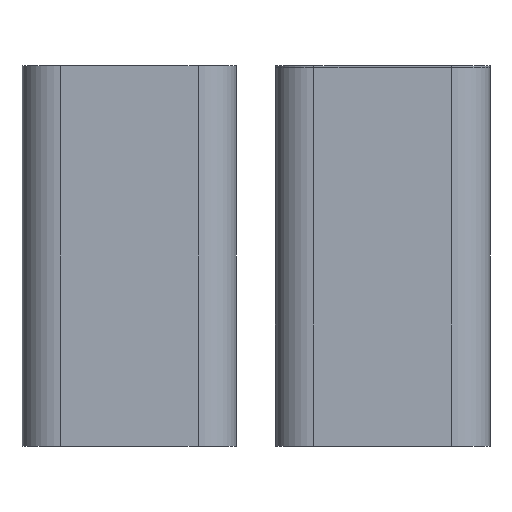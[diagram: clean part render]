
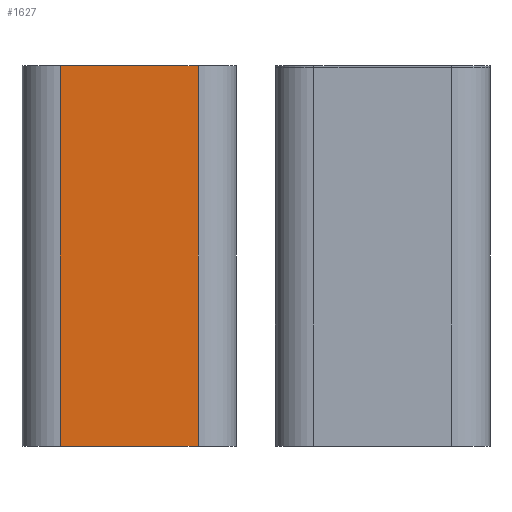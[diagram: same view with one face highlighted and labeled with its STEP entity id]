
A CAD part, left-side view. The second image highlights one B-rep face of the part: STEP entity #1627.
In plain terms, the highlighted planar face has unit normal (-1, 0, 0).
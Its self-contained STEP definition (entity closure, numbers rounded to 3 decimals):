
#76=PLANE('',#1805);
#206=FACE_OUTER_BOUND('',#318,.T.);
#318=EDGE_LOOP('',(#1453,#1454,#1455,#1456));
#473=LINE('',#2731,#630);
#474=LINE('',#2733,#631);
#475=LINE('',#2735,#632);
#476=LINE('',#2736,#633);
#630=VECTOR('',#2263,10.);
#631=VECTOR('',#2264,10.);
#632=VECTOR('',#2265,10.);
#633=VECTOR('',#2266,10.);
#834=VERTEX_POINT('',#2729);
#835=VERTEX_POINT('',#2730);
#836=VERTEX_POINT('',#2732);
#837=VERTEX_POINT('',#2734);
#1047=EDGE_CURVE('',#834,#835,#473,.T.);
#1048=EDGE_CURVE('',#834,#836,#474,.T.);
#1049=EDGE_CURVE('',#837,#836,#475,.T.);
#1050=EDGE_CURVE('',#835,#837,#476,.T.);
#1453=ORIENTED_EDGE('',*,*,#1047,.F.);
#1454=ORIENTED_EDGE('',*,*,#1048,.T.);
#1455=ORIENTED_EDGE('',*,*,#1049,.F.);
#1456=ORIENTED_EDGE('',*,*,#1050,.F.);
#1627=ADVANCED_FACE('',(#206),#76,.T.);
#1805=AXIS2_PLACEMENT_3D('',#2728,#2261,#2262);
#2261=DIRECTION('center_axis',(-1.,0.,0.));
#2262=DIRECTION('ref_axis',(0.,-1.,0.));
#2263=DIRECTION('',(0.,1.,0.));
#2264=DIRECTION('',(0.,0.,1.));
#2265=DIRECTION('',(0.,-1.,0.));
#2266=DIRECTION('',(0.,0.,1.));
#2728=CARTESIAN_POINT('Origin',(-4.24,35.592,0.));
#2729=CARTESIAN_POINT('',(-4.24,20.392,0.));
#2730=CARTESIAN_POINT('',(-4.24,35.592,0.));
#2731=CARTESIAN_POINT('',(-4.24,20.392,0.));
#2732=CARTESIAN_POINT('',(-4.24,20.392,42.));
#2733=CARTESIAN_POINT('',(-4.24,20.392,0.));
#2734=CARTESIAN_POINT('',(-4.24,35.592,42.));
#2735=CARTESIAN_POINT('',(-4.24,20.392,42.));
#2736=CARTESIAN_POINT('',(-4.24,35.592,0.));
